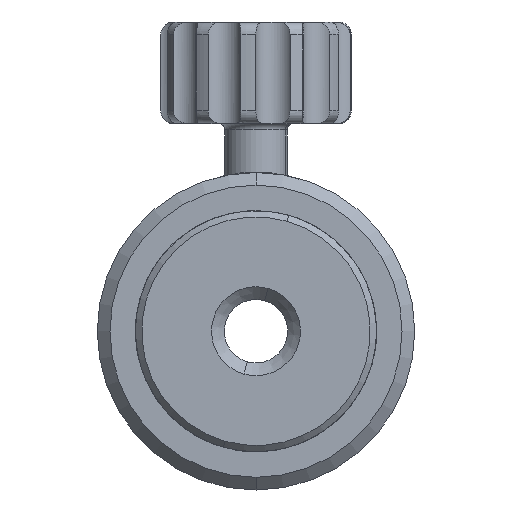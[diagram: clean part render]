
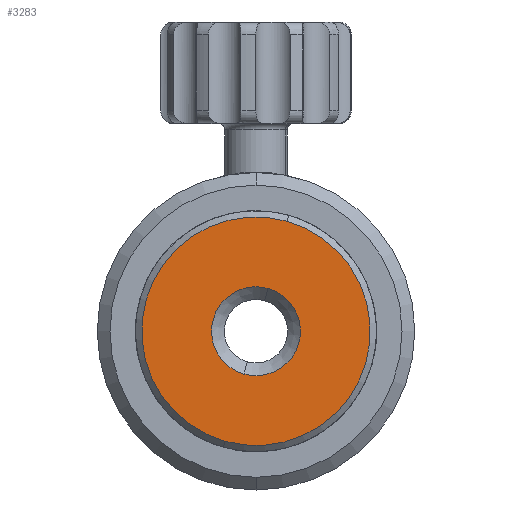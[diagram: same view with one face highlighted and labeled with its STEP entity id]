
A CAD part, front view. The second image highlights one B-rep face of the part: STEP entity #3283.
In plain terms, the highlighted planar face has unit normal (0, -1, 0).
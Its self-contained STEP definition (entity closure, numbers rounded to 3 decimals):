
#42 = CIRCLE ( 'NONE', #2240, 3.5 ) ;
#94 = ORIENTED_EDGE ( 'NONE', *, *, #377, .T. ) ;
#170 = EDGE_CURVE ( 'NONE', #2273, #761, #3085, .T. ) ;
#198 = ORIENTED_EDGE ( 'NONE', *, *, #3337, .T. ) ;
#305 = AXIS2_PLACEMENT_3D ( 'NONE', #837, #1648, #2777 ) ;
#377 = EDGE_CURVE ( 'NONE', #761, #2273, #1180, .T. ) ;
#507 = CARTESIAN_POINT ( 'NONE',  ( -2.451, -9.728, -8.66 ) ) ;
#680 = CARTESIAN_POINT ( 'NONE',  ( 2.451, -9.728, 8.66 ) ) ;
#761 = VERTEX_POINT ( 'NONE', #680 ) ;
#793 = DIRECTION ( 'NONE',  ( 0., 1., 0. ) ) ;
#837 = CARTESIAN_POINT ( 'NONE',  ( 0., -9.728, 0. ) ) ;
#885 = DIRECTION ( 'NONE',  ( 0., -1., 0. ) ) ;
#1033 = PLANE ( 'NONE',  #1400 ) ;
#1048 = CARTESIAN_POINT ( 'NONE',  ( 0., -9.728, 0. ) ) ;
#1051 = VERTEX_POINT ( 'NONE', #1669 ) ;
#1180 = CIRCLE ( 'NONE', #2315, 9. ) ;
#1262 = EDGE_LOOP ( 'NONE', ( #94, #1725 ) ) ;
#1295 = ORIENTED_EDGE ( 'NONE', *, *, #2390, .T. ) ;
#1400 = AXIS2_PLACEMENT_3D ( 'NONE', #1048, #793, #2995 ) ;
#1495 = CIRCLE ( 'NONE', #305, 3.5 ) ;
#1598 = EDGE_LOOP ( 'NONE', ( #198, #1295 ) ) ;
#1648 = DIRECTION ( 'NONE',  ( 0., 1., 0. ) ) ;
#1669 = CARTESIAN_POINT ( 'NONE',  ( 0.953, -9.728, 3.368 ) ) ;
#1725 = ORIENTED_EDGE ( 'NONE', *, *, #170, .T. ) ;
#1867 = VERTEX_POINT ( 'NONE', #3420 ) ;
#2236 = DIRECTION ( 'NONE',  ( 0., 1., 0. ) ) ;
#2240 = AXIS2_PLACEMENT_3D ( 'NONE', #3080, #2236, #3371 ) ;
#2273 = VERTEX_POINT ( 'NONE', #507 ) ;
#2315 = AXIS2_PLACEMENT_3D ( 'NONE', #2514, #885, #2526 ) ;
#2390 = EDGE_CURVE ( 'NONE', #1051, #1867, #1495, .T. ) ;
#2514 = CARTESIAN_POINT ( 'NONE',  ( 0., -9.728, 0. ) ) ;
#2526 = DIRECTION ( 'NONE',  ( 0.272, 0., 0.962 ) ) ;
#2678 = DIRECTION ( 'NONE',  ( 0.272, 0., 0.962 ) ) ;
#2712 = FACE_OUTER_BOUND ( 'NONE', #1262, .T. ) ;
#2777 = DIRECTION ( 'NONE',  ( 0.272, 0., 0.962 ) ) ;
#2912 = AXIS2_PLACEMENT_3D ( 'NONE', #3577, #2981, #2678 ) ;
#2981 = DIRECTION ( 'NONE',  ( 0., -1., 0. ) ) ;
#2995 = DIRECTION ( 'NONE',  ( 0.272, 0., 0.962 ) ) ;
#3080 = CARTESIAN_POINT ( 'NONE',  ( 0., -9.728, 0. ) ) ;
#3085 = CIRCLE ( 'NONE', #2912, 9. ) ;
#3265 = FACE_BOUND ( 'NONE', #1598, .T. ) ;
#3283 = ADVANCED_FACE ( 'NONE', ( #3265, #2712 ), #1033, .F. ) ;
#3337 = EDGE_CURVE ( 'NONE', #1867, #1051, #42, .T. ) ;
#3371 = DIRECTION ( 'NONE',  ( 0.272, 0., 0.962 ) ) ;
#3420 = CARTESIAN_POINT ( 'NONE',  ( -0.953, -9.728, -3.368 ) ) ;
#3577 = CARTESIAN_POINT ( 'NONE',  ( 0., -9.728, 0. ) ) ;
